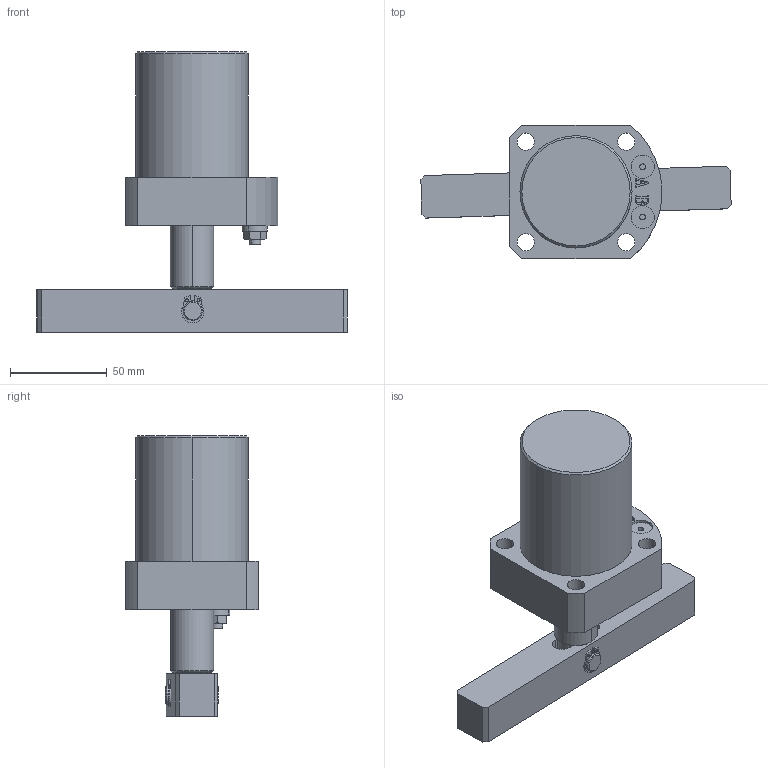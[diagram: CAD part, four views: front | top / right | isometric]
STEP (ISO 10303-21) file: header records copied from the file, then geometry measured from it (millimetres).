
FILE_DESCRIPTION (( 'STEP AP203' ), '1' );
FILE_NAME ('HSL-FCM40D.STEP', '2020-09-15T03:32:06', ( '微软用户' ), ( '微软中国' ), 'SwSTEP 2.0', 'SolidWorks 2012', '' );
FILE_SCHEMA (( 'CONFIG_CONTROL_DESIGN' ));
Length unit declared in the file: millimetre
Products named in the file (7): HSL-FCM40D; circlips for shaft--type a large gb_GB_CONNECTING_PIECE_RING_RRA 10; HSL-FCM40DÏú; HSL-40D蛌褒詰揤旋杻秶; HSL-40D转角缸活塞杆; FCM-覃誹概; HSL-FCM40掛极
Assembly tree (7 placements, depth 2):
  HSL-FCM40D
    HSL-FCM40掛极
    FCM-覃誹概
    HSL-40D转角缸活塞杆
    HSL-40D蛌褒詰揤旋杻秶
    HSL-FCM40DÏú
    circlips for shaft--type a large gb_GB_CONNECTING_PIECE_RING_RRA 10  x2
Bounding box: 160.48 x 69 x 145 mm (x, y, z)
Volume: 340032.8 mm3; surface area: 69467.4 mm2
Topology: 7 solids, 7 shells, 244 faces, 588 edges, 386 vertices
Faces by surface type: plane 109, cylinder 97, cone 18, bspline 16, torus 4
Entity records: 8025 total; most frequent: CARTESIAN_POINT 2012, DIRECTION 1108, ORIENTED_EDGE 1056, EDGE_CURVE 528, AXIS2_PLACEMENT_3D 406, VERTEX_POINT 346, VECTOR 296, LINE 296
